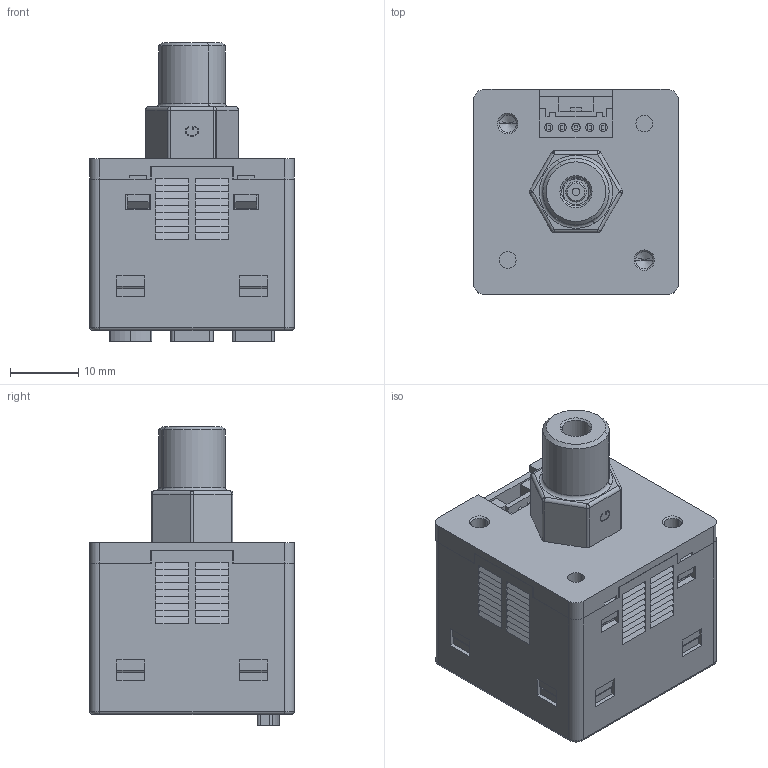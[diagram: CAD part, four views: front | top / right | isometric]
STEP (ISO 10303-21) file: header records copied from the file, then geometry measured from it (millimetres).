
FILE_DESCRIPTION (( 'STEP AP214' ), '1' );
FILE_NAME ('XP气压表.STEP', '2022-12-29T00:49:34', ( '个人用户' ), ( '微软中国' ), 'SwSTEP 2.0', 'SolidWorks 2016', '' );
FILE_SCHEMA (( 'AUTOMOTIVE_DESIGN' ));
Length unit declared in the file: millimetre
Products named in the file (1): XPァ揤桶
Bounding box: 30 x 30 x 43.8 mm (x, y, z)
Volume: 21491.2 mm3; surface area: 14579.6 mm2
Topology: 3 solids, 5 shells, 942 faces, 2341 edges, 1449 vertices
Faces by surface type: plane 736, cylinder 149, cone 22, bspline 18, torus 10, sphere 7
Entity records: 38707 total; most frequent: CARTESIAN_POINT 5939, ORIENTED_EDGE 4658, DIRECTION 4493, EDGE_CURVE 2329, VECTOR 1943, LINE 1943, VERTEX_POINT 1449, AXIS2_PLACEMENT_3D 1275
